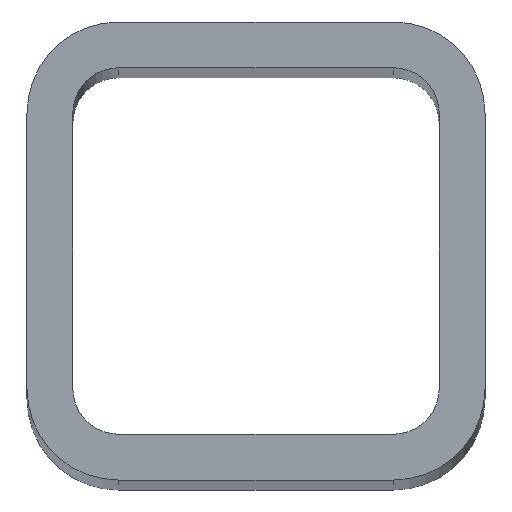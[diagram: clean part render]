
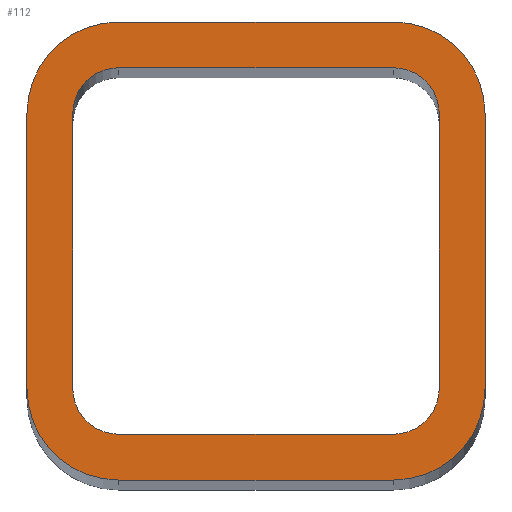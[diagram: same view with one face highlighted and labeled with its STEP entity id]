
A CAD part, top view. The second image highlights one B-rep face of the part: STEP entity #112.
In plain terms, the highlighted planar face has unit normal (0, 0, 1).
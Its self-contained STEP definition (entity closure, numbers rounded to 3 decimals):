
#24 = VERTEX_POINT ( 'NONE', #382 ) ;
#25 = ORIENTED_EDGE ( 'NONE', *, *, #101, .F. ) ;
#26 = VERTEX_POINT ( 'NONE', #381 ) ;
#30 = ORIENTED_EDGE ( 'NONE', *, *, #31, .F. ) ;
#31 = EDGE_CURVE ( 'NONE', #24, #75, #376, .T. ) ;
#32 = EDGE_CURVE ( 'NONE', #164, #26, #371, .T. ) ;
#34 = VERTEX_POINT ( 'NONE', #366 ) ;
#73 = ORIENTED_EDGE ( 'NONE', *, *, #74, .F. ) ;
#74 = EDGE_CURVE ( 'NONE', #132, #24, #326, .T. ) ;
#75 = VERTEX_POINT ( 'NONE', #322 ) ;
#80 = EDGE_CURVE ( 'NONE', #75, #164, #315, .T. ) ;
#101 = EDGE_CURVE ( 'NONE', #34, #122, #344, .T. ) ;
#105 = ORIENTED_EDGE ( 'NONE', *, *, #80, .F. ) ;
#106 = ORIENTED_EDGE ( 'NONE', *, *, #149, .F. ) ;
#107 = VERTEX_POINT ( 'NONE', #285 ) ;
#108 = VERTEX_POINT ( 'NONE', #284 ) ;
#109 = ORIENTED_EDGE ( 'NONE', *, *, #110, .T. ) ;
#110 = EDGE_CURVE ( 'NONE', #108, #111, #283, .T. ) ;
#111 = VERTEX_POINT ( 'NONE', #279 ) ;
#112 = ADVANCED_FACE ( 'NONE', ( #278, #277 ), #276, .F. ) ;
#113 = EDGE_LOOP ( 'NONE', ( #114, #109, #116, #119, #135, #130, #126, #137 ) ) ;
#114 = ORIENTED_EDGE ( 'NONE', *, *, #115, .T. ) ;
#115 = EDGE_CURVE ( 'NONE', #107, #108, #200, .T. ) ;
#116 = ORIENTED_EDGE ( 'NONE', *, *, #117, .T. ) ;
#117 = EDGE_CURVE ( 'NONE', #111, #118, #191, .T. ) ;
#118 = VERTEX_POINT ( 'NONE', #186 ) ;
#119 = ORIENTED_EDGE ( 'NONE', *, *, #120, .T. ) ;
#120 = EDGE_CURVE ( 'NONE', #118, #121, #185, .T. ) ;
#121 = VERTEX_POINT ( 'NONE', #181 ) ;
#122 = VERTEX_POINT ( 'NONE', #180 ) ;
#124 = EDGE_CURVE ( 'NONE', #129, #125, #442, .T. ) ;
#125 = VERTEX_POINT ( 'NONE', #511 ) ;
#126 = ORIENTED_EDGE ( 'NONE', *, *, #127, .T. ) ;
#127 = EDGE_CURVE ( 'NONE', #125, #128, #419, .T. ) ;
#128 = VERTEX_POINT ( 'NONE', #541 ) ;
#129 = VERTEX_POINT ( 'NONE', #540 ) ;
#130 = ORIENTED_EDGE ( 'NONE', *, *, #124, .T. ) ;
#131 = VERTEX_POINT ( 'NONE', #539 ) ;
#132 = VERTEX_POINT ( 'NONE', #538 ) ;
#133 = ORIENTED_EDGE ( 'NONE', *, *, #134, .F. ) ;
#134 = EDGE_CURVE ( 'NONE', #122, #131, #537, .T. ) ;
#135 = ORIENTED_EDGE ( 'NONE', *, *, #136, .T. ) ;
#136 = EDGE_CURVE ( 'NONE', #121, #129, #498, .T. ) ;
#137 = ORIENTED_EDGE ( 'NONE', *, *, #138, .T. ) ;
#138 = EDGE_CURVE ( 'NONE', #128, #107, #547, .T. ) ;
#142 = ORIENTED_EDGE ( 'NONE', *, *, #32, .F. ) ;
#149 = EDGE_CURVE ( 'NONE', #26, #34, #559, .T. ) ;
#164 = VERTEX_POINT ( 'NONE', #472 ) ;
#175 = EDGE_LOOP ( 'NONE', ( #176, #133, #25, #106, #142, #105, #30, #73 ) ) ;
#176 = ORIENTED_EDGE ( 'NONE', *, *, #177, .F. ) ;
#177 = EDGE_CURVE ( 'NONE', #131, #132, #508, .T. ) ;
#180 = CARTESIAN_POINT ( 'NONE',  ( 24., 32., 1000. ) ) ;
#181 = CARTESIAN_POINT ( 'NONE',  ( 24., -40., 1000. ) ) ;
#182 = DIRECTION ( 'NONE',  ( 1., 0., 0. ) ) ;
#183 = VECTOR ( 'NONE', #182, 1000. ) ;
#184 = CARTESIAN_POINT ( 'NONE',  ( -24., -40., 1000. ) ) ;
#185 = LINE ( 'NONE', #184, #183 ) ;
#186 = CARTESIAN_POINT ( 'NONE',  ( -24., -40., 1000. ) ) ;
#187 = DIRECTION ( 'NONE',  ( -1., 0., 0. ) ) ;
#188 = DIRECTION ( 'NONE',  ( 0., 0., 1. ) ) ;
#189 = CARTESIAN_POINT ( 'NONE',  ( -24., -24., 1000. ) ) ;
#190 = AXIS2_PLACEMENT_3D ( 'NONE', #189, #188, #187 ) ;
#191 = CIRCLE ( 'NONE', #190, 16. ) ;
#192 = DIRECTION ( 'NONE',  ( -1., 0., 0. ) ) ;
#193 = DIRECTION ( 'NONE',  ( 0., 0., 1. ) ) ;
#194 = CARTESIAN_POINT ( 'NONE',  ( -24., 24., 1000. ) ) ;
#195 = AXIS2_PLACEMENT_3D ( 'NONE', #194, #193, #192 ) ;
#196 = DIRECTION ( 'NONE',  ( -1., 0., 0. ) ) ;
#197 = DIRECTION ( 'NONE',  ( 0., 0., -1. ) ) ;
#198 = CARTESIAN_POINT ( 'NONE',  ( -24., 24., 1000. ) ) ;
#199 = AXIS2_PLACEMENT_3D ( 'NONE', #198, #197, #196 ) ;
#200 = CIRCLE ( 'NONE', #195, 16. ) ;
#276 = PLANE ( 'NONE',  #199 ) ;
#277 = FACE_BOUND ( 'NONE', #175, .T. ) ;
#278 = FACE_OUTER_BOUND ( 'NONE', #113, .T. ) ;
#279 = CARTESIAN_POINT ( 'NONE',  ( -40., -24., 1000. ) ) ;
#280 = DIRECTION ( 'NONE',  ( 0., -1., 0. ) ) ;
#281 = VECTOR ( 'NONE', #280, 1000. ) ;
#282 = CARTESIAN_POINT ( 'NONE',  ( -40., 24., 1000. ) ) ;
#283 = LINE ( 'NONE', #282, #281 ) ;
#284 = CARTESIAN_POINT ( 'NONE',  ( -40., 24., 1000. ) ) ;
#285 = CARTESIAN_POINT ( 'NONE',  ( -24., 40., 1000. ) ) ;
#293 = DIRECTION ( 'NONE',  ( 1., 0., 0. ) ) ;
#294 = DIRECTION ( 'NONE',  ( 0., 0., 1. ) ) ;
#295 = AXIS2_PLACEMENT_3D ( 'NONE', #343, #294, #293 ) ;
#312 = DIRECTION ( 'NONE',  ( 1., 0., 0. ) ) ;
#313 = VECTOR ( 'NONE', #312, 1000. ) ;
#314 = CARTESIAN_POINT ( 'NONE',  ( -24., -32., 1000. ) ) ;
#315 = LINE ( 'NONE', #314, #313 ) ;
#322 = CARTESIAN_POINT ( 'NONE',  ( -24., -32., 1000. ) ) ;
#323 = DIRECTION ( 'NONE',  ( 0., -1., 0. ) ) ;
#324 = VECTOR ( 'NONE', #323, 1000. ) ;
#325 = CARTESIAN_POINT ( 'NONE',  ( -32., 24., 1000. ) ) ;
#326 = LINE ( 'NONE', #325, #324 ) ;
#343 = CARTESIAN_POINT ( 'NONE',  ( 24., 24., 1000. ) ) ;
#344 = CIRCLE ( 'NONE', #295, 8. ) ;
#366 = CARTESIAN_POINT ( 'NONE',  ( 32., 24., 1000. ) ) ;
#367 = DIRECTION ( 'NONE',  ( 1., 0., 0. ) ) ;
#368 = DIRECTION ( 'NONE',  ( 0., 0., 1. ) ) ;
#369 = CARTESIAN_POINT ( 'NONE',  ( 24., -24., 1000. ) ) ;
#370 = AXIS2_PLACEMENT_3D ( 'NONE', #369, #368, #367 ) ;
#371 = CIRCLE ( 'NONE', #370, 8. ) ;
#372 = DIRECTION ( 'NONE',  ( -1., 0., 0. ) ) ;
#373 = DIRECTION ( 'NONE',  ( 0., 0., 1. ) ) ;
#374 = CARTESIAN_POINT ( 'NONE',  ( -24., -24., 1000. ) ) ;
#375 = AXIS2_PLACEMENT_3D ( 'NONE', #374, #373, #372 ) ;
#376 = CIRCLE ( 'NONE', #375, 8. ) ;
#381 = CARTESIAN_POINT ( 'NONE',  ( 32., -24., 1000. ) ) ;
#382 = CARTESIAN_POINT ( 'NONE',  ( -32., -24., 1000. ) ) ;
#416 = DIRECTION ( 'NONE',  ( 1., 0., 0. ) ) ;
#417 = DIRECTION ( 'NONE',  ( 0., 0., 1. ) ) ;
#418 = AXIS2_PLACEMENT_3D ( 'NONE', #510, #417, #416 ) ;
#419 = CIRCLE ( 'NONE', #418, 16. ) ;
#440 = VECTOR ( 'NONE', #512, 1000. ) ;
#441 = CARTESIAN_POINT ( 'NONE',  ( 40., 24., 1000. ) ) ;
#442 = LINE ( 'NONE', #441, #440 ) ;
#458 = DIRECTION ( 'NONE',  ( 0., 1., 0. ) ) ;
#459 = VECTOR ( 'NONE', #458, 1000. ) ;
#460 = DIRECTION ( 'NONE',  ( 1., 0., 0. ) ) ;
#461 = DIRECTION ( 'NONE',  ( 0., 0., 1. ) ) ;
#472 = CARTESIAN_POINT ( 'NONE',  ( 24., -32., 1000. ) ) ;
#498 = CIRCLE ( 'NONE', #546, 16. ) ;
#499 = DIRECTION ( 'NONE',  ( -1., 0., 0. ) ) ;
#500 = VECTOR ( 'NONE', #499, 1000. ) ;
#501 = CARTESIAN_POINT ( 'NONE',  ( -24., 32., 1000. ) ) ;
#504 = DIRECTION ( 'NONE',  ( -1., 0., 0. ) ) ;
#505 = DIRECTION ( 'NONE',  ( 0., 0., 1. ) ) ;
#506 = CARTESIAN_POINT ( 'NONE',  ( -24., 24., 1000. ) ) ;
#507 = AXIS2_PLACEMENT_3D ( 'NONE', #506, #505, #504 ) ;
#508 = CIRCLE ( 'NONE', #507, 8. ) ;
#510 = CARTESIAN_POINT ( 'NONE',  ( 24., 24., 1000. ) ) ;
#511 = CARTESIAN_POINT ( 'NONE',  ( 40., 24., 1000. ) ) ;
#512 = DIRECTION ( 'NONE',  ( 0., 1., 0. ) ) ;
#534 = DIRECTION ( 'NONE',  ( -1., 0., 0. ) ) ;
#535 = VECTOR ( 'NONE', #534, 1000. ) ;
#536 = CARTESIAN_POINT ( 'NONE',  ( -24., 40., 1000. ) ) ;
#537 = LINE ( 'NONE', #501, #500 ) ;
#538 = CARTESIAN_POINT ( 'NONE',  ( -32., 24., 1000. ) ) ;
#539 = CARTESIAN_POINT ( 'NONE',  ( -24., 32., 1000. ) ) ;
#540 = CARTESIAN_POINT ( 'NONE',  ( 40., -24., 1000. ) ) ;
#541 = CARTESIAN_POINT ( 'NONE',  ( 24., 40., 1000. ) ) ;
#545 = CARTESIAN_POINT ( 'NONE',  ( 24., -24., 1000. ) ) ;
#546 = AXIS2_PLACEMENT_3D ( 'NONE', #545, #461, #460 ) ;
#547 = LINE ( 'NONE', #536, #535 ) ;
#558 = CARTESIAN_POINT ( 'NONE',  ( 32., 24., 1000. ) ) ;
#559 = LINE ( 'NONE', #558, #459 ) ;
